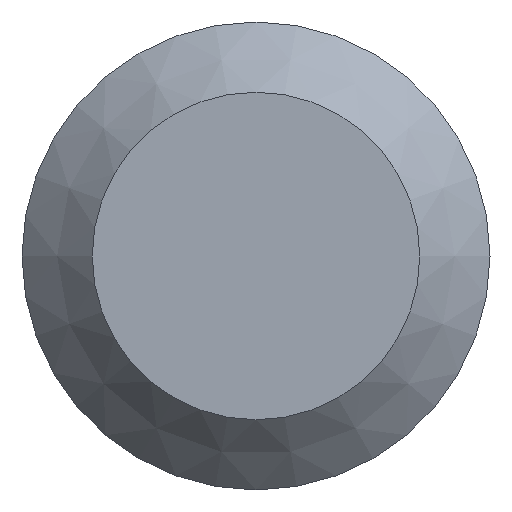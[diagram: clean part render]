
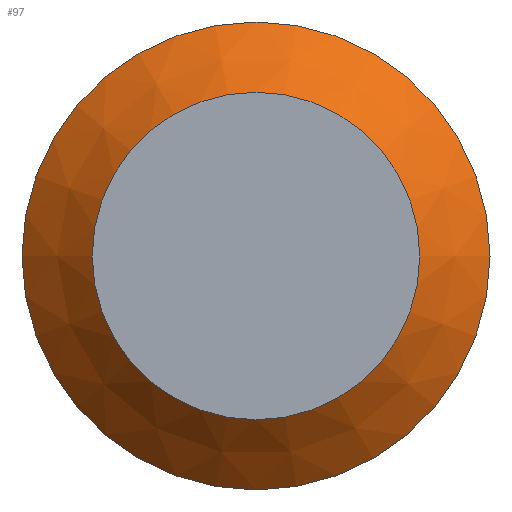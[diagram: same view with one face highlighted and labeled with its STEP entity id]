
A CAD part, left-side view. The second image highlights one B-rep face of the part: STEP entity #97.
In plain terms, the highlighted conical face has half-angle 45 degrees and reference radius 1 mm.
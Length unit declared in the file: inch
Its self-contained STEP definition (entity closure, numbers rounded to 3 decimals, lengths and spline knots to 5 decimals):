
#18=CONICAL_SURFACE('',#130,0.03937,0.785);
#21=FACE_OUTER_BOUND('',#26,.T.);
#26=EDGE_LOOP('',(#83,#84,#85,#86,#87,#88,#89));
#31=LINE('',#193,#34);
#34=VECTOR('',#161,0.03937);
#36=CIRCLE('',#122,0.03937);
#37=CIRCLE('',#123,0.03937);
#38=CIRCLE('',#124,0.03937);
#43=CIRCLE('',#131,0.02756);
#44=CIRCLE('',#132,0.02756);
#47=VERTEX_POINT('',#175);
#48=VERTEX_POINT('',#177);
#49=VERTEX_POINT('',#179);
#53=VERTEX_POINT('',#192);
#54=VERTEX_POINT('',#194);
#57=EDGE_CURVE('',#47,#48,#36,.T.);
#58=EDGE_CURVE('',#48,#49,#37,.T.);
#59=EDGE_CURVE('',#49,#47,#38,.T.);
#65=EDGE_CURVE('',#48,#53,#31,.T.);
#66=EDGE_CURVE('',#53,#54,#43,.T.);
#67=EDGE_CURVE('',#54,#53,#44,.T.);
#83=ORIENTED_EDGE('',*,*,#59,.F.);
#84=ORIENTED_EDGE('',*,*,#58,.F.);
#85=ORIENTED_EDGE('',*,*,#65,.T.);
#86=ORIENTED_EDGE('',*,*,#66,.T.);
#87=ORIENTED_EDGE('',*,*,#67,.T.);
#88=ORIENTED_EDGE('',*,*,#65,.F.);
#89=ORIENTED_EDGE('',*,*,#57,.F.);
#97=ADVANCED_FACE('',(#21),#18,.T.);
#122=AXIS2_PLACEMENT_3D('',#178,#142,#143);
#123=AXIS2_PLACEMENT_3D('',#180,#144,#145);
#124=AXIS2_PLACEMENT_3D('',#181,#146,#147);
#130=AXIS2_PLACEMENT_3D('',#191,#159,#160);
#131=AXIS2_PLACEMENT_3D('',#195,#162,#163);
#132=AXIS2_PLACEMENT_3D('',#196,#164,#165);
#142=DIRECTION('center_axis',(1.,0.,0.));
#143=DIRECTION('ref_axis',(0.,1.,0.));
#144=DIRECTION('center_axis',(1.,0.,0.));
#145=DIRECTION('ref_axis',(0.,1.,0.));
#146=DIRECTION('center_axis',(1.,0.,0.));
#147=DIRECTION('ref_axis',(0.,1.,0.));
#159=DIRECTION('center_axis',(1.,0.,0.));
#160=DIRECTION('ref_axis',(0.,1.,0.));
#161=DIRECTION('',(-0.707,0.707,0.));
#162=DIRECTION('center_axis',(1.,0.,0.));
#163=DIRECTION('ref_axis',(0.,0.,-1.));
#164=DIRECTION('center_axis',(1.,0.,0.));
#165=DIRECTION('ref_axis',(0.,0.,-1.));
#175=CARTESIAN_POINT('',(-0.27953,0.,0.03937));
#177=CARTESIAN_POINT('',(-0.27953,-0.03937,0.));
#178=CARTESIAN_POINT('Origin',(-0.27953,0.,0.));
#179=CARTESIAN_POINT('',(-0.27953,0.03937,0.));
#180=CARTESIAN_POINT('Origin',(-0.27953,0.,0.));
#181=CARTESIAN_POINT('Origin',(-0.27953,0.,0.));
#191=CARTESIAN_POINT('Origin',(-0.27953,0.,0.));
#192=CARTESIAN_POINT('',(-0.29134,-0.02756,0.));
#193=CARTESIAN_POINT('',(-0.27953,-0.03937,0.));
#194=CARTESIAN_POINT('',(-0.29134,0.02756,0.));
#195=CARTESIAN_POINT('Origin',(-0.29134,0.,0.));
#196=CARTESIAN_POINT('Origin',(-0.29134,0.,0.));
